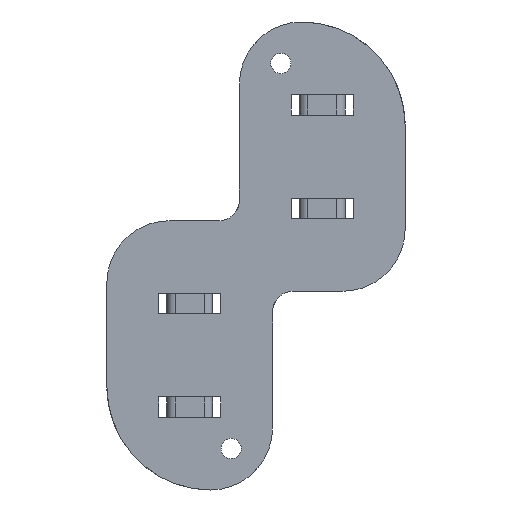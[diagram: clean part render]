
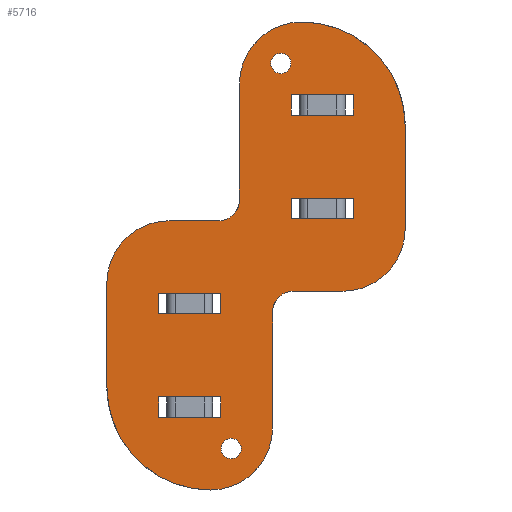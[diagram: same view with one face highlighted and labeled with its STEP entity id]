
A CAD part, front view. The second image highlights one B-rep face of the part: STEP entity #5716.
In plain terms, the highlighted planar face has unit normal (0, -1, 0).
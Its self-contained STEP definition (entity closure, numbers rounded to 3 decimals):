
#111=DIRECTION('',(0.,0.,1.));
#112=VECTOR('',#111,28.);
#113=CARTESIAN_POINT('',(20.,0.,10.));
#114=LINE('',#113,#112);
#219=DIRECTION('',(0.,0.,-1.));
#220=VECTOR('',#219,25.);
#221=CARTESIAN_POINT('',(-20.,0.,45.));
#222=LINE('',#221,#220);
#1009=DIRECTION('',(-1.,0.,0.));
#1010=VECTOR('',#1009,15.);
#1011=CARTESIAN_POINT('',(39.5,0.,85.5));
#1012=LINE('',#1011,#1010);
#1073=DIRECTION('',(1.,0.,0.));
#1074=VECTOR('',#1073,15.);
#1075=CARTESIAN_POINT('',(24.5,0.,90.5));
#1076=LINE('',#1075,#1074);
#1125=DIRECTION('',(0.,0.,-1.));
#1126=VECTOR('',#1125,5.);
#1127=CARTESIAN_POINT('',(39.5,0.,90.5));
#1128=LINE('',#1127,#1126);
#1129=DIRECTION('',(0.,0.,1.));
#1130=VECTOR('',#1129,5.);
#1131=CARTESIAN_POINT('',(24.5,0.,85.5));
#1132=LINE('',#1131,#1130);
#1133=DIRECTION('',(0.,0.,-1.));
#1134=VECTOR('',#1133,5.);
#1135=CARTESIAN_POINT('',(39.5,0.,65.5));
#1136=LINE('',#1135,#1134);
#1137=DIRECTION('',(0.,0.,1.));
#1138=VECTOR('',#1137,5.);
#1139=CARTESIAN_POINT('',(24.5,0.,60.5));
#1140=LINE('',#1139,#1138);
#1141=CARTESIAN_POINT('',(22.,0.,98.));
#1142=DIRECTION('',(0.,1.,0.));
#1143=DIRECTION('',(1.,0.,0.));
#1144=AXIS2_PLACEMENT_3D('',#1141,#1142,#1143);
#1146=CARTESIAN_POINT('',(22.,0.,98.));
#1147=DIRECTION('',(0.,1.,0.));
#1148=DIRECTION('',(-1.,0.,0.));
#1149=AXIS2_PLACEMENT_3D('',#1146,#1147,#1148);
#1151=CARTESIAN_POINT('',(10.,0.,5.));
#1152=DIRECTION('',(0.,1.,0.));
#1153=DIRECTION('',(1.,0.,0.));
#1154=AXIS2_PLACEMENT_3D('',#1151,#1152,#1153);
#1156=CARTESIAN_POINT('',(10.,0.,5.));
#1157=DIRECTION('',(0.,1.,0.));
#1158=DIRECTION('',(-1.,0.,0.));
#1159=AXIS2_PLACEMENT_3D('',#1156,#1157,#1158);
#1161=DIRECTION('',(0.,0.,-1.));
#1162=VECTOR('',#1161,5.);
#1163=CARTESIAN_POINT('',(7.5,0.,17.5));
#1164=LINE('',#1163,#1162);
#1165=DIRECTION('',(0.,0.,1.));
#1166=VECTOR('',#1165,5.);
#1167=CARTESIAN_POINT('',(-7.5,0.,12.5));
#1168=LINE('',#1167,#1166);
#1169=DIRECTION('',(0.,0.,-1.));
#1170=VECTOR('',#1169,5.);
#1171=CARTESIAN_POINT('',(7.5,0.,42.5));
#1172=LINE('',#1171,#1170);
#1173=DIRECTION('',(0.,0.,1.));
#1174=VECTOR('',#1173,5.);
#1175=CARTESIAN_POINT('',(-7.5,0.,37.5));
#1176=LINE('',#1175,#1174);
#1177=CARTESIAN_POINT('',(5.,0.,20.));
#1178=DIRECTION('',(0.,-1.,0.));
#1179=DIRECTION('',(-1.,0.,0.));
#1180=AXIS2_PLACEMENT_3D('',#1177,#1178,#1179);
#1182=CARTESIAN_POINT('',(-5.,0.,45.));
#1183=DIRECTION('',(0.,-1.,0.));
#1184=DIRECTION('',(0.,0.,1.));
#1185=AXIS2_PLACEMENT_3D('',#1182,#1183,#1184);
#1187=DIRECTION('',(1.,0.,0.));
#1188=VECTOR('',#1187,12.);
#1189=CARTESIAN_POINT('',(-5.,0.,60.));
#1190=LINE('',#1189,#1188);
#1191=CARTESIAN_POINT('',(27.,0.,93.));
#1192=DIRECTION('',(0.,-1.,0.));
#1193=DIRECTION('',(0.,0.,1.));
#1194=AXIS2_PLACEMENT_3D('',#1191,#1192,#1193);
#1196=CARTESIAN_POINT('',(27.,0.,83.));
#1197=DIRECTION('',(0.,-1.,0.));
#1198=DIRECTION('',(1.,0.,0.));
#1199=AXIS2_PLACEMENT_3D('',#1196,#1197,#1198);
#1201=CARTESIAN_POINT('',(37.,0.,58.));
#1202=DIRECTION('',(0.,-1.,0.));
#1203=DIRECTION('',(0.,0.,-1.));
#1204=AXIS2_PLACEMENT_3D('',#1201,#1202,#1203);
#1206=DIRECTION('',(-1.,0.,0.));
#1207=VECTOR('',#1206,12.);
#1208=CARTESIAN_POINT('',(37.,0.,43.));
#1209=LINE('',#1208,#1207);
#1210=CARTESIAN_POINT('',(5.,0.,10.));
#1211=DIRECTION('',(0.,-1.,0.));
#1212=DIRECTION('',(0.,0.,-1.));
#1213=AXIS2_PLACEMENT_3D('',#1210,#1211,#1212);
#1231=DIRECTION('',(-1.,0.,0.));
#1232=VECTOR('',#1231,15.);
#1233=CARTESIAN_POINT('',(39.5,0.,60.5));
#1234=LINE('',#1233,#1232);
#1295=DIRECTION('',(1.,0.,0.));
#1296=VECTOR('',#1295,15.);
#1297=CARTESIAN_POINT('',(24.5,0.,65.5));
#1298=LINE('',#1297,#1296);
#1745=CARTESIAN_POINT('',(25.,0.,38.));
#1746=DIRECTION('',(0.,1.,0.));
#1747=DIRECTION('',(-1.,0.,0.));
#1748=AXIS2_PLACEMENT_3D('',#1745,#1746,#1747);
#2219=DIRECTION('',(0.,0.,1.));
#2220=VECTOR('',#2219,25.);
#2221=CARTESIAN_POINT('',(52.,0.,58.));
#2222=LINE('',#2221,#2220);
#2648=DIRECTION('',(0.,0.,-1.));
#2649=VECTOR('',#2648,28.);
#2650=CARTESIAN_POINT('',(12.,0.,93.));
#2651=LINE('',#2650,#2649);
#2709=CARTESIAN_POINT('',(7.,0.,65.));
#2710=DIRECTION('',(0.,1.,0.));
#2711=DIRECTION('',(1.,0.,0.));
#2712=AXIS2_PLACEMENT_3D('',#2709,#2710,#2711);
#2790=DIRECTION('',(-1.,0.,0.));
#2791=VECTOR('',#2790,15.);
#2792=CARTESIAN_POINT('',(7.5,0.,12.5));
#2793=LINE('',#2792,#2791);
#2854=DIRECTION('',(1.,0.,0.));
#2855=VECTOR('',#2854,15.);
#2856=CARTESIAN_POINT('',(-7.5,0.,17.5));
#2857=LINE('',#2856,#2855);
#3371=DIRECTION('',(-1.,0.,0.));
#3372=VECTOR('',#3371,15.);
#3373=CARTESIAN_POINT('',(7.5,0.,37.5));
#3374=LINE('',#3373,#3372);
#3435=DIRECTION('',(1.,0.,0.));
#3436=VECTOR('',#3435,15.);
#3437=CARTESIAN_POINT('',(-7.5,0.,42.5));
#3438=LINE('',#3437,#3436);
#3620=CARTESIAN_POINT('',(12.45,0.,5.));
#3621=CARTESIAN_POINT('',(7.55,0.,5.));
#3622=VERTEX_POINT('',#3620);
#3623=VERTEX_POINT('',#3621);
#3872=CARTESIAN_POINT('',(24.45,0.,98.));
#3873=CARTESIAN_POINT('',(19.55,0.,98.));
#3874=VERTEX_POINT('',#3872);
#3875=VERTEX_POINT('',#3873);
#3884=CARTESIAN_POINT('',(-20.,0.,20.));
#3885=CARTESIAN_POINT('',(5.,0.,-5.));
#3886=VERTEX_POINT('',#3884);
#3887=VERTEX_POINT('',#3885);
#3888=CARTESIAN_POINT('',(20.,0.,10.));
#3889=VERTEX_POINT('',#3888);
#3890=CARTESIAN_POINT('',(-5.,0.,60.));
#3891=CARTESIAN_POINT('',(-20.,0.,45.));
#3892=VERTEX_POINT('',#3890);
#3893=VERTEX_POINT('',#3891);
#3894=CARTESIAN_POINT('',(27.,0.,108.));
#3895=CARTESIAN_POINT('',(12.,0.,93.));
#3896=VERTEX_POINT('',#3894);
#3897=VERTEX_POINT('',#3895);
#3898=CARTESIAN_POINT('',(52.,0.,83.));
#3899=VERTEX_POINT('',#3898);
#3900=CARTESIAN_POINT('',(37.,0.,43.));
#3901=CARTESIAN_POINT('',(52.,0.,58.));
#3902=VERTEX_POINT('',#3900);
#3903=VERTEX_POINT('',#3901);
#3936=CARTESIAN_POINT('',(7.5,0.,42.5));
#3937=CARTESIAN_POINT('',(7.5,0.,37.5));
#3938=VERTEX_POINT('',#3936);
#3939=VERTEX_POINT('',#3937);
#3940=CARTESIAN_POINT('',(-7.5,0.,37.5));
#3941=CARTESIAN_POINT('',(-7.5,0.,42.5));
#3942=VERTEX_POINT('',#3940);
#3943=VERTEX_POINT('',#3941);
#3944=CARTESIAN_POINT('',(7.5,0.,17.5));
#3945=CARTESIAN_POINT('',(7.5,0.,12.5));
#3946=VERTEX_POINT('',#3944);
#3947=VERTEX_POINT('',#3945);
#3948=CARTESIAN_POINT('',(-7.5,0.,12.5));
#3949=CARTESIAN_POINT('',(-7.5,0.,17.5));
#3950=VERTEX_POINT('',#3948);
#3951=VERTEX_POINT('',#3949);
#4048=CARTESIAN_POINT('',(39.5,0.,90.5));
#4049=CARTESIAN_POINT('',(39.5,0.,85.5));
#4050=VERTEX_POINT('',#4048);
#4051=VERTEX_POINT('',#4049);
#4052=CARTESIAN_POINT('',(24.5,0.,85.5));
#4053=CARTESIAN_POINT('',(24.5,0.,90.5));
#4054=VERTEX_POINT('',#4052);
#4055=VERTEX_POINT('',#4053);
#4056=CARTESIAN_POINT('',(39.5,0.,65.5));
#4057=CARTESIAN_POINT('',(39.5,0.,60.5));
#4058=VERTEX_POINT('',#4056);
#4059=VERTEX_POINT('',#4057);
#4060=CARTESIAN_POINT('',(24.5,0.,60.5));
#4061=CARTESIAN_POINT('',(24.5,0.,65.5));
#4062=VERTEX_POINT('',#4060);
#4063=VERTEX_POINT('',#4061);
#4506=CARTESIAN_POINT('',(20.,0.,38.));
#4507=CARTESIAN_POINT('',(25.,0.,43.));
#4508=VERTEX_POINT('',#4506);
#4509=VERTEX_POINT('',#4507);
#4510=CARTESIAN_POINT('',(12.,0.,65.));
#4511=CARTESIAN_POINT('',(7.,0.,60.));
#4512=VERTEX_POINT('',#4510);
#4513=VERTEX_POINT('',#4511);
#5635=CARTESIAN_POINT('',(0.,0.,0.));
#5636=DIRECTION('',(0.,1.,0.));
#5637=DIRECTION('',(1.,0.,0.));
#5638=AXIS2_PLACEMENT_3D('',#5635,#5636,#5637);
#5639=PLANE('',#5638);
#5641=ORIENTED_EDGE('',*,*,#5640,.F.);
#5642=ORIENTED_EDGE('',*,*,#4837,.F.);
#5643=ORIENTED_EDGE('',*,*,#4864,.F.);
#5645=ORIENTED_EDGE('',*,*,#5644,.T.);
#5647=ORIENTED_EDGE('',*,*,#5646,.F.);
#5649=ORIENTED_EDGE('',*,*,#5648,.F.);
#5651=ORIENTED_EDGE('',*,*,#5650,.F.);
#5653=ORIENTED_EDGE('',*,*,#5652,.F.);
#5655=ORIENTED_EDGE('',*,*,#5654,.F.);
#5657=ORIENTED_EDGE('',*,*,#5656,.F.);
#5659=ORIENTED_EDGE('',*,*,#5658,.T.);
#5661=ORIENTED_EDGE('',*,*,#5660,.F.);
#5662=ORIENTED_EDGE('',*,*,#4705,.F.);
#5664=ORIENTED_EDGE('',*,*,#5663,.F.);
#5665=EDGE_LOOP('',(#5641,#5642,#5643,#5645,#5647,#5649,#5651,#5653,#5655,#5657,
#5659,#5661,#5662,#5664));
#5666=FACE_OUTER_BOUND('',#5665,.F.);
#5668=ORIENTED_EDGE('',*,*,#5667,.F.);
#5670=ORIENTED_EDGE('',*,*,#5669,.F.);
#5672=ORIENTED_EDGE('',*,*,#5671,.F.);
#5674=ORIENTED_EDGE('',*,*,#5673,.F.);
#5675=EDGE_LOOP('',(#5668,#5670,#5672,#5674));
#5676=FACE_BOUND('',#5675,.F.);
#5678=ORIENTED_EDGE('',*,*,#5677,.F.);
#5680=ORIENTED_EDGE('',*,*,#5679,.F.);
#5681=EDGE_LOOP('',(#5678,#5680));
#5682=FACE_BOUND('',#5681,.F.);
#5684=ORIENTED_EDGE('',*,*,#5683,.F.);
#5686=ORIENTED_EDGE('',*,*,#5685,.F.);
#5687=EDGE_LOOP('',(#5684,#5686));
#5688=FACE_BOUND('',#5687,.F.);
#5690=ORIENTED_EDGE('',*,*,#5689,.F.);
#5692=ORIENTED_EDGE('',*,*,#5691,.F.);
#5694=ORIENTED_EDGE('',*,*,#5693,.F.);
#5696=ORIENTED_EDGE('',*,*,#5695,.F.);
#5697=EDGE_LOOP('',(#5690,#5692,#5694,#5696));
#5698=FACE_BOUND('',#5697,.F.);
#5700=ORIENTED_EDGE('',*,*,#5699,.F.);
#5702=ORIENTED_EDGE('',*,*,#5701,.F.);
#5704=ORIENTED_EDGE('',*,*,#5703,.F.);
#5706=ORIENTED_EDGE('',*,*,#5705,.F.);
#5707=EDGE_LOOP('',(#5700,#5702,#5704,#5706));
#5708=FACE_BOUND('',#5707,.F.);
#5709=ORIENTED_EDGE('',*,*,#5462,.F.);
#5711=ORIENTED_EDGE('',*,*,#5710,.F.);
#5712=ORIENTED_EDGE('',*,*,#5546,.F.);
#5713=ORIENTED_EDGE('',*,*,#5627,.F.);
#5714=EDGE_LOOP('',(#5709,#5711,#5712,#5713));
#5715=FACE_BOUND('',#5714,.F.);
#5716=ADVANCED_FACE('',(#5666,#5676,#5682,#5688,#5698,#5708,#5715),#5639,.F.);
#1145=CIRCLE('',#1144,2.45);
#1150=CIRCLE('',#1149,2.45);
#1155=CIRCLE('',#1154,2.45);
#1160=CIRCLE('',#1159,2.45);
#1181=CIRCLE('',#1180,25.);
#1186=CIRCLE('',#1185,15.);
#1195=CIRCLE('',#1194,15.);
#1200=CIRCLE('',#1199,25.);
#1205=CIRCLE('',#1204,15.);
#1214=CIRCLE('',#1213,15.);
#1749=CIRCLE('',#1748,5.);
#2713=CIRCLE('',#2712,5.);
#4705=EDGE_CURVE('',#3889,#4508,#114,.T.);
#4837=EDGE_CURVE('',#3893,#3886,#222,.T.);
#4864=EDGE_CURVE('',#3892,#3893,#1186,.T.);
#5462=EDGE_CURVE('',#4051,#4054,#1012,.T.);
#5546=EDGE_CURVE('',#4055,#4050,#1076,.T.);
#5627=EDGE_CURVE('',#4054,#4055,#1132,.T.);
#5640=EDGE_CURVE('',#3886,#3887,#1181,.T.);
#5644=EDGE_CURVE('',#3892,#4513,#1190,.T.);
#5646=EDGE_CURVE('',#4512,#4513,#2713,.T.);
#5648=EDGE_CURVE('',#3897,#4512,#2651,.T.);
#5650=EDGE_CURVE('',#3896,#3897,#1195,.T.);
#5652=EDGE_CURVE('',#3899,#3896,#1200,.T.);
#5654=EDGE_CURVE('',#3903,#3899,#2222,.T.);
#5656=EDGE_CURVE('',#3902,#3903,#1205,.T.);
#5658=EDGE_CURVE('',#3902,#4509,#1209,.T.);
#5660=EDGE_CURVE('',#4508,#4509,#1749,.T.);
#5663=EDGE_CURVE('',#3887,#3889,#1214,.T.);
#5667=EDGE_CURVE('',#4059,#4062,#1234,.T.);
#5669=EDGE_CURVE('',#4058,#4059,#1136,.T.);
#5671=EDGE_CURVE('',#4063,#4058,#1298,.T.);
#5673=EDGE_CURVE('',#4062,#4063,#1140,.T.);
#5677=EDGE_CURVE('',#3874,#3875,#1145,.T.);
#5679=EDGE_CURVE('',#3875,#3874,#1150,.T.);
#5683=EDGE_CURVE('',#3622,#3623,#1155,.T.);
#5685=EDGE_CURVE('',#3623,#3622,#1160,.T.);
#5689=EDGE_CURVE('',#3947,#3950,#2793,.T.);
#5691=EDGE_CURVE('',#3946,#3947,#1164,.T.);
#5693=EDGE_CURVE('',#3951,#3946,#2857,.T.);
#5695=EDGE_CURVE('',#3950,#3951,#1168,.T.);
#5699=EDGE_CURVE('',#3939,#3942,#3374,.T.);
#5701=EDGE_CURVE('',#3938,#3939,#1172,.T.);
#5703=EDGE_CURVE('',#3943,#3938,#3438,.T.);
#5705=EDGE_CURVE('',#3942,#3943,#1176,.T.);
#5710=EDGE_CURVE('',#4050,#4051,#1128,.T.);
